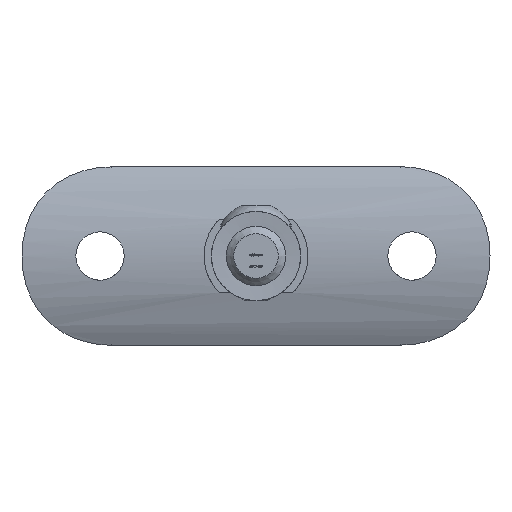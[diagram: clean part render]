
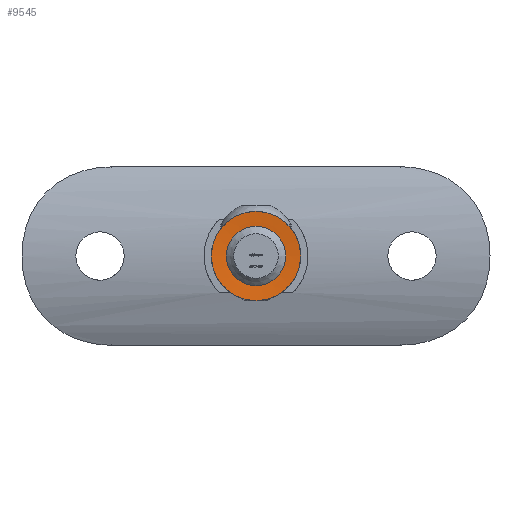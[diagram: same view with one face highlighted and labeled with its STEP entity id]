
A CAD part, front view. The second image highlights one B-rep face of the part: STEP entity #9545.
In plain terms, the highlighted conical face has half-angle 85 degrees and reference radius 3.272 mm.
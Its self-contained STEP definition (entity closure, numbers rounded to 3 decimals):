
#514 = EDGE_LOOP ( 'NONE', ( #12717 ) ) ;
#1978 = CARTESIAN_POINT ( 'NONE',  ( 0., 0.239, 0. ) ) ;
#2306 = DIRECTION ( 'NONE',  ( 0., -1., 0. ) ) ;
#3344 = CIRCLE ( 'NONE', #12526, 6. ) ;
#3732 = CARTESIAN_POINT ( 'NONE',  ( 0., 0., 0. ) ) ;
#3788 = DIRECTION ( 'NONE',  ( 0., 0., -1. ) ) ;
#4739 = DIRECTION ( 'NONE',  ( 0., 0., -1. ) ) ;
#5847 = FACE_OUTER_BOUND ( 'NONE', #514, .T. ) ;
#5930 = CARTESIAN_POINT ( 'NONE',  ( 0., 0.239, 0. ) ) ;
#6202 = DIRECTION ( 'NONE',  ( 0., -1., 0. ) ) ;
#6305 = EDGE_LOOP ( 'NONE', ( #14989 ) ) ;
#7037 = EDGE_CURVE ( 'NONE', #7807, #7807, #3344, .T. ) ;
#7807 = VERTEX_POINT ( 'NONE', #15833 ) ;
#9004 = AXIS2_PLACEMENT_3D ( 'NONE', #1978, #6202, #15233 ) ;
#9545 = ADVANCED_FACE ( 'NONE', ( #5847, #14438 ), #12089, .F. ) ;
#9550 = VERTEX_POINT ( 'NONE', #13319 ) ;
#9992 = DIRECTION ( 'NONE',  ( 0., -1., 0. ) ) ;
#10753 = EDGE_CURVE ( 'NONE', #9550, #9550, #14410, .T. ) ;
#12089 = CONICAL_SURFACE ( 'NONE', #15048, 3.272, 1.484 ) ;
#12526 = AXIS2_PLACEMENT_3D ( 'NONE', #3732, #9992, #3788 ) ;
#12717 = ORIENTED_EDGE ( 'NONE', *, *, #7037, .T. ) ;
#13319 = CARTESIAN_POINT ( 'NONE',  ( 0., 0.239, -3.272 ) ) ;
#14410 = CIRCLE ( 'NONE', #9004, 3.272 ) ;
#14438 = FACE_BOUND ( 'NONE', #6305, .T. ) ;
#14989 = ORIENTED_EDGE ( 'NONE', *, *, #10753, .F. ) ;
#15048 = AXIS2_PLACEMENT_3D ( 'NONE', #5930, #2306, #4739 ) ;
#15233 = DIRECTION ( 'NONE',  ( 0., 0., -1. ) ) ;
#15833 = CARTESIAN_POINT ( 'NONE',  ( 0., 0., -6. ) ) ;
